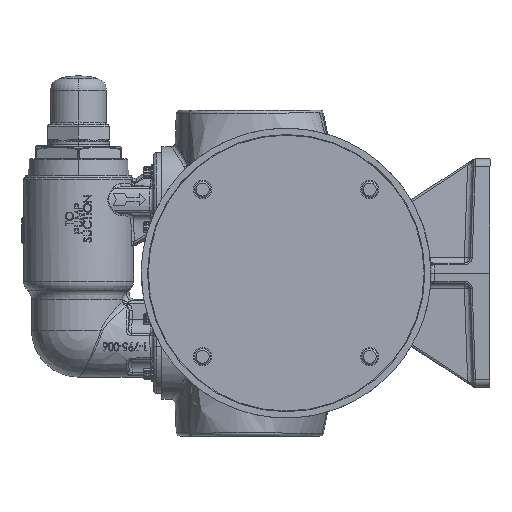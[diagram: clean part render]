
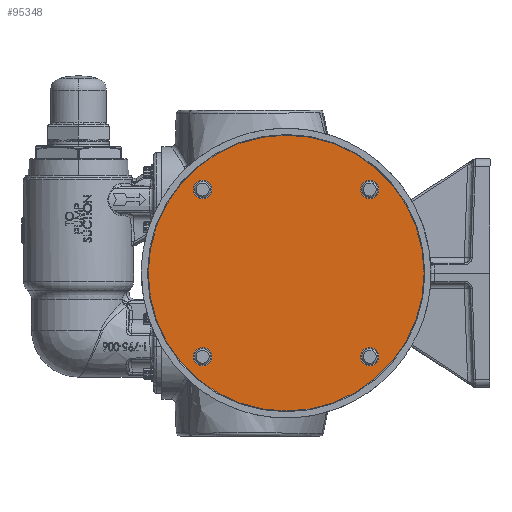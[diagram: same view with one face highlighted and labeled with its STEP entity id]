
A CAD part, left-side view. The second image highlights one B-rep face of the part: STEP entity #95348.
In plain terms, the highlighted planar face has unit normal (-1, 0, 0).
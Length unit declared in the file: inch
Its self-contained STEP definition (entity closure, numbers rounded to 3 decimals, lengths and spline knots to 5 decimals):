
#3786 = CARTESIAN_POINT ( 'NONE',  ( -19.38, 0., 0. ) ) ;
#4189 = FACE_BOUND ( 'NONE', #165644, .T. ) ;
#6256 = CARTESIAN_POINT ( 'NONE',  ( -19.38, 2.56326, -2.56326 ) ) ;
#7827 = DIRECTION ( 'NONE',  ( 0., 0., 1. ) ) ;
#8381 = AXIS2_PLACEMENT_3D ( 'NONE', #26307, #133843, #41808 ) ;
#14712 = DIRECTION ( 'NONE',  ( -1., 0., 0. ) ) ;
#19260 = DIRECTION ( 'NONE',  ( 0., 0., 1. ) ) ;
#20806 = CARTESIAN_POINT ( 'NONE',  ( -19.38, 2.56326, -2.28201 ) ) ;
#21729 = DIRECTION ( 'NONE',  ( 0., 0., 1. ) ) ;
#21749 = ORIENTED_EDGE ( 'NONE', *, *, #156183, .F. ) ;
#22116 = CIRCLE ( 'NONE', #111529, 0.28125 ) ;
#22727 = ORIENTED_EDGE ( 'NONE', *, *, #184233, .F. ) ;
#23909 = EDGE_LOOP ( 'NONE', ( #156943, #47503 ) ) ;
#25580 = DIRECTION ( 'NONE',  ( -1., 0., 0. ) ) ;
#26307 = CARTESIAN_POINT ( 'NONE',  ( -19.38, 0., 0. ) ) ;
#28436 = AXIS2_PLACEMENT_3D ( 'NONE', #49363, #156911, #64850 ) ;
#28900 = CARTESIAN_POINT ( 'NONE',  ( -19.38, -2.56326, 2.84451 ) ) ;
#31641 = CARTESIAN_POINT ( 'NONE',  ( -19.38, 0., 4.2305 ) ) ;
#32493 = CIRCLE ( 'NONE', #170713, 0.28125 ) ;
#34374 = CARTESIAN_POINT ( 'NONE',  ( -19.38, 2.56326, 2.84451 ) ) ;
#34654 = EDGE_CURVE ( 'NONE', #163533, #52525, #76435, .T. ) ;
#34819 = CIRCLE ( 'NONE', #140984, 0.28125 ) ;
#38632 = CIRCLE ( 'NONE', #83157, 0.28125 ) ;
#39395 = DIRECTION ( 'NONE',  ( -1., 0., 0. ) ) ;
#39659 = AXIS2_PLACEMENT_3D ( 'NONE', #138212, #46186, #153729 ) ;
#40603 = VERTEX_POINT ( 'NONE', #20806 ) ;
#41808 = DIRECTION ( 'NONE',  ( 0., 0., 1. ) ) ;
#41947 = AXIS2_PLACEMENT_3D ( 'NONE', #3786, #111353, #19260 ) ;
#43865 = VERTEX_POINT ( 'NONE', #28900 ) ;
#46186 = DIRECTION ( 'NONE',  ( -1., 0., 0. ) ) ;
#47503 = ORIENTED_EDGE ( 'NONE', *, *, #132344, .T. ) ;
#49363 = CARTESIAN_POINT ( 'NONE',  ( -19.38, -2.56326, -2.56326 ) ) ;
#52525 = VERTEX_POINT ( 'NONE', #171657 ) ;
#54454 = CARTESIAN_POINT ( 'NONE',  ( -19.38, 0., -4.2305 ) ) ;
#57917 = VERTEX_POINT ( 'NONE', #82074 ) ;
#60016 = EDGE_LOOP ( 'NONE', ( #66076, #98003 ) ) ;
#64850 = DIRECTION ( 'NONE',  ( 0., 0., 1. ) ) ;
#66076 = ORIENTED_EDGE ( 'NONE', *, *, #184725, .F. ) ;
#66934 = CIRCLE ( 'NONE', #8381, 4.2305 ) ;
#68655 = CARTESIAN_POINT ( 'NONE',  ( -19.38, -2.56326, 2.56326 ) ) ;
#69381 = EDGE_CURVE ( 'NONE', #86532, #43865, #34819, .T. ) ;
#71141 = EDGE_CURVE ( 'NONE', #40603, #57917, #22116, .T. ) ;
#75684 = CIRCLE ( 'NONE', #28436, 0.28125 ) ;
#76435 = CIRCLE ( 'NONE', #167054, 0.28125 ) ;
#82074 = CARTESIAN_POINT ( 'NONE',  ( -19.38, 2.56326, -2.84451 ) ) ;
#83157 = AXIS2_PLACEMENT_3D ( 'NONE', #191946, #99799, #7827 ) ;
#84013 = DIRECTION ( 'NONE',  ( 0., 0., 1. ) ) ;
#85286 = CARTESIAN_POINT ( 'NONE',  ( -19.38, 2.56326, 2.56326 ) ) ;
#86267 = ORIENTED_EDGE ( 'NONE', *, *, #126218, .F. ) ;
#86532 = VERTEX_POINT ( 'NONE', #94686 ) ;
#87400 = VERTEX_POINT ( 'NONE', #150227 ) ;
#94686 = CARTESIAN_POINT ( 'NONE',  ( -19.38, -2.56326, 2.28201 ) ) ;
#95348 = ADVANCED_FACE ( 'NONE', ( #126860, #4189, #198982, #158134, #117276 ), #145550, .T. ) ;
#95950 = ORIENTED_EDGE ( 'NONE', *, *, #167996, .F. ) ;
#98003 = ORIENTED_EDGE ( 'NONE', *, *, #69381, .F. ) ;
#99799 = DIRECTION ( 'NONE',  ( -1., 0., 0. ) ) ;
#100364 = EDGE_LOOP ( 'NONE', ( #95950, #21749 ) ) ;
#100692 = DIRECTION ( 'NONE',  ( 0., 0., 1. ) ) ;
#101442 = CIRCLE ( 'NONE', #39659, 0.28125 ) ;
#106723 = CARTESIAN_POINT ( 'NONE',  ( -19.38, 2.56326, 2.56326 ) ) ;
#111353 = DIRECTION ( 'NONE',  ( -1., 0., 0. ) ) ;
#111529 = AXIS2_PLACEMENT_3D ( 'NONE', #117671, #25580, #133118 ) ;
#112430 = ORIENTED_EDGE ( 'NONE', *, *, #71141, .F. ) ;
#113792 = DIRECTION ( 'NONE',  ( -1., 0., 0. ) ) ;
#117276 = FACE_OUTER_BOUND ( 'NONE', #23909, .T. ) ;
#117671 = CARTESIAN_POINT ( 'NONE',  ( -19.38, 2.56326, -2.56326 ) ) ;
#122217 = DIRECTION ( 'NONE',  ( 0., 0., 1. ) ) ;
#124961 = VERTEX_POINT ( 'NONE', #31641 ) ;
#126218 = EDGE_CURVE ( 'NONE', #57917, #40603, #32493, .T. ) ;
#126860 = FACE_BOUND ( 'NONE', #134611, .T. ) ;
#128595 = AXIS2_PLACEMENT_3D ( 'NONE', #131425, #39395, #146903 ) ;
#131425 = CARTESIAN_POINT ( 'NONE',  ( -19.38, 0., 0. ) ) ;
#131481 = EDGE_CURVE ( 'NONE', #124961, #143880, #66934, .T. ) ;
#132344 = EDGE_CURVE ( 'NONE', #143880, #124961, #156344, .T. ) ;
#133118 = DIRECTION ( 'NONE',  ( 0., 0., 1. ) ) ;
#133843 = DIRECTION ( 'NONE',  ( -1., 0., 0. ) ) ;
#134611 = EDGE_LOOP ( 'NONE', ( #112430, #86267 ) ) ;
#138212 = CARTESIAN_POINT ( 'NONE',  ( -19.38, -2.56326, -2.56326 ) ) ;
#140984 = AXIS2_PLACEMENT_3D ( 'NONE', #68655, #176187, #84013 ) ;
#142360 = AXIS2_PLACEMENT_3D ( 'NONE', #85286, #192858, #100692 ) ;
#143880 = VERTEX_POINT ( 'NONE', #54454 ) ;
#145550 = PLANE ( 'NONE',  #128595 ) ;
#146903 = DIRECTION ( 'NONE',  ( 0., 0., 1. ) ) ;
#150227 = CARTESIAN_POINT ( 'NONE',  ( -19.38, -2.56326, -2.84451 ) ) ;
#153729 = DIRECTION ( 'NONE',  ( 0., 0., 1. ) ) ;
#156183 = EDGE_CURVE ( 'NONE', #87400, #166029, #101442, .T. ) ;
#156344 = CIRCLE ( 'NONE', #41947, 4.2305 ) ;
#156911 = DIRECTION ( 'NONE',  ( -1., 0., 0. ) ) ;
#156943 = ORIENTED_EDGE ( 'NONE', *, *, #131481, .T. ) ;
#158134 = FACE_BOUND ( 'NONE', #100364, .T. ) ;
#159700 = CARTESIAN_POINT ( 'NONE',  ( -19.38, -2.56326, -2.28201 ) ) ;
#163533 = VERTEX_POINT ( 'NONE', #34374 ) ;
#165644 = EDGE_LOOP ( 'NONE', ( #187246, #22727 ) ) ;
#166029 = VERTEX_POINT ( 'NONE', #159700 ) ;
#167054 = AXIS2_PLACEMENT_3D ( 'NONE', #106723, #14712, #122217 ) ;
#167996 = EDGE_CURVE ( 'NONE', #166029, #87400, #75684, .T. ) ;
#170713 = AXIS2_PLACEMENT_3D ( 'NONE', #6256, #113792, #21729 ) ;
#171070 = CIRCLE ( 'NONE', #142360, 0.28125 ) ;
#171657 = CARTESIAN_POINT ( 'NONE',  ( -19.38, 2.56326, 2.28201 ) ) ;
#176187 = DIRECTION ( 'NONE',  ( -1., 0., 0. ) ) ;
#184233 = EDGE_CURVE ( 'NONE', #52525, #163533, #171070, .T. ) ;
#184725 = EDGE_CURVE ( 'NONE', #43865, #86532, #38632, .T. ) ;
#187246 = ORIENTED_EDGE ( 'NONE', *, *, #34654, .F. ) ;
#191946 = CARTESIAN_POINT ( 'NONE',  ( -19.38, -2.56326, 2.56326 ) ) ;
#192858 = DIRECTION ( 'NONE',  ( -1., 0., 0. ) ) ;
#198982 = FACE_BOUND ( 'NONE', #60016, .T. ) ;
